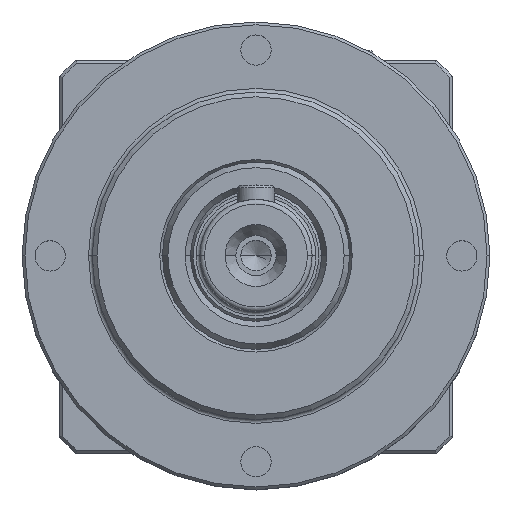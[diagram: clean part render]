
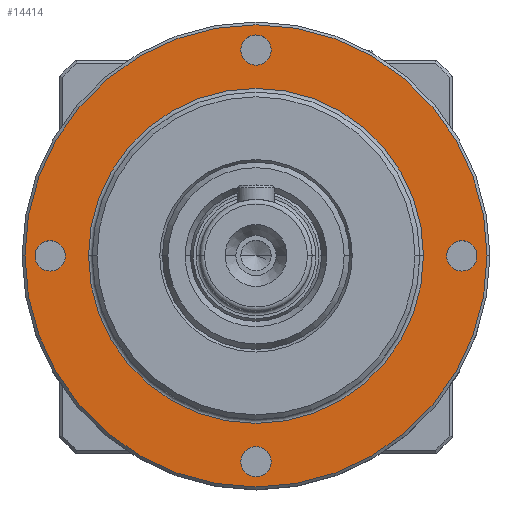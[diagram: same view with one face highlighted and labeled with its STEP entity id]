
A CAD part, top view. The second image highlights one B-rep face of the part: STEP entity #14414.
In plain terms, the highlighted planar face has unit normal (0, 0, 1).
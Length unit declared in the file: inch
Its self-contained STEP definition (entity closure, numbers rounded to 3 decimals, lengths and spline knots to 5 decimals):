
#459 = ORIENTED_EDGE ( 'NONE', *, *, #14374, .T. ) ;
#509 = DIRECTION ( 'NONE',  ( 1., 0., 0. ) ) ;
#619 = DIRECTION ( 'NONE',  ( 0., 0., -1. ) ) ;
#656 = AXIS2_PLACEMENT_3D ( 'NONE', #19940, #13155, #2857 ) ;
#668 = CARTESIAN_POINT ( 'NONE',  ( -0.97244, 0., 1.10236 ) ) ;
#822 = CARTESIAN_POINT ( 'NONE',  ( 0., -0.86614, 1.10236 ) ) ;
#947 = CIRCLE ( 'NONE', #15716, 0.70472 ) ;
#1276 = CARTESIAN_POINT ( 'NONE',  ( 0., 0., 1.10236 ) ) ;
#1510 = DIRECTION ( 'NONE',  ( 0., -1., 0. ) ) ;
#1663 = CARTESIAN_POINT ( 'NONE',  ( 0.97244, 0., 1.10236 ) ) ;
#1870 = EDGE_CURVE ( 'NONE', #2074, #9226, #13614, .T. ) ;
#1872 = EDGE_LOOP ( 'NONE', ( #459, #5791 ) ) ;
#2074 = VERTEX_POINT ( 'NONE', #5340 ) ;
#2220 = ORIENTED_EDGE ( 'NONE', *, *, #11573, .T. ) ;
#2284 = ORIENTED_EDGE ( 'NONE', *, *, #1870, .T. ) ;
#2305 = ORIENTED_EDGE ( 'NONE', *, *, #2962, .F. ) ;
#2329 = CIRCLE ( 'NONE', #19334, 0.06382 ) ;
#2535 = VERTEX_POINT ( 'NONE', #20457 ) ;
#2537 = DIRECTION ( 'NONE',  ( -1., 0., 0. ) ) ;
#2857 = DIRECTION ( 'NONE',  ( -1., 0., 0. ) ) ;
#2932 = DIRECTION ( 'NONE',  ( 0., 0., -1. ) ) ;
#2962 = EDGE_CURVE ( 'NONE', #15592, #10626, #20218, .T. ) ;
#3010 = DIRECTION ( 'NONE',  ( -1., 0., 0. ) ) ;
#3293 = CIRCLE ( 'NONE', #6109, 0.06382 ) ;
#3387 = VERTEX_POINT ( 'NONE', #18035 ) ;
#3477 = FACE_BOUND ( 'NONE', #18131, .T. ) ;
#3506 = EDGE_LOOP ( 'NONE', ( #7704, #18855 ) ) ;
#3882 = AXIS2_PLACEMENT_3D ( 'NONE', #10914, #619, #12635 ) ;
#4362 = CARTESIAN_POINT ( 'NONE',  ( 0., 0., 1.10236 ) ) ;
#4430 = CARTESIAN_POINT ( 'NONE',  ( 0., -0.86614, 1.10236 ) ) ;
#5340 = CARTESIAN_POINT ( 'NONE',  ( 0.86614, -0.06382, 1.10236 ) ) ;
#5588 = AXIS2_PLACEMENT_3D ( 'NONE', #22010, #11795, #1510 ) ;
#5671 = CIRCLE ( 'NONE', #6551, 0.97244 ) ;
#5721 = ORIENTED_EDGE ( 'NONE', *, *, #16104, .T. ) ;
#5762 = DIRECTION ( 'NONE',  ( 0., 0., -1. ) ) ;
#5791 = ORIENTED_EDGE ( 'NONE', *, *, #8725, .T. ) ;
#6099 = DIRECTION ( 'NONE',  ( -1., 0., 0. ) ) ;
#6109 = AXIS2_PLACEMENT_3D ( 'NONE', #822, #12842, #2537 ) ;
#6169 = DIRECTION ( 'NONE',  ( -1., 0., 0. ) ) ;
#6551 = AXIS2_PLACEMENT_3D ( 'NONE', #16072, #5762, #17748 ) ;
#7522 = EDGE_CURVE ( 'NONE', #15977, #15875, #947, .T. ) ;
#7523 = FACE_BOUND ( 'NONE', #3506, .T. ) ;
#7634 = VERTEX_POINT ( 'NONE', #17031 ) ;
#7704 = ORIENTED_EDGE ( 'NONE', *, *, #7522, .F. ) ;
#7817 = CARTESIAN_POINT ( 'NONE',  ( -0.06382, -0.86614, 1.10236 ) ) ;
#8046 = FACE_OUTER_BOUND ( 'NONE', #22089, .T. ) ;
#8085 = CARTESIAN_POINT ( 'NONE',  ( 0.86614, 0., 1.10236 ) ) ;
#8202 = CARTESIAN_POINT ( 'NONE',  ( 0., 0.86614, 1.10236 ) ) ;
#8634 = EDGE_CURVE ( 'NONE', #7634, #16393, #16212, .T. ) ;
#8725 = EDGE_CURVE ( 'NONE', #3387, #21584, #3293, .T. ) ;
#9152 = ORIENTED_EDGE ( 'NONE', *, *, #18998, .T. ) ;
#9226 = VERTEX_POINT ( 'NONE', #12969 ) ;
#9661 = CIRCLE ( 'NONE', #3882, 0.06382 ) ;
#9802 = DIRECTION ( 'NONE',  ( 0., 0., -1. ) ) ;
#9922 = DIRECTION ( 'NONE',  ( 1., 0., 0. ) ) ;
#9989 = AXIS2_PLACEMENT_3D ( 'NONE', #21042, #10793, #509 ) ;
#10074 = EDGE_LOOP ( 'NONE', ( #13982, #15126 ) ) ;
#10173 = CARTESIAN_POINT ( 'NONE',  ( -0.86614, 0., 1.10236 ) ) ;
#10234 = AXIS2_PLACEMENT_3D ( 'NONE', #8085, #9802, #11207 ) ;
#10626 = VERTEX_POINT ( 'NONE', #668 ) ;
#10793 = DIRECTION ( 'NONE',  ( 0., 0., -1. ) ) ;
#10914 = CARTESIAN_POINT ( 'NONE',  ( -0.86614, 0., 1.10236 ) ) ;
#11207 = DIRECTION ( 'NONE',  ( 0., -1., 0. ) ) ;
#11509 = CARTESIAN_POINT ( 'NONE',  ( -0.70472, 0., 1.10236 ) ) ;
#11573 = EDGE_CURVE ( 'NONE', #13260, #2535, #9661, .T. ) ;
#11702 = EDGE_LOOP ( 'NONE', ( #2220, #9152 ) ) ;
#11795 = DIRECTION ( 'NONE',  ( 0., 0., -1. ) ) ;
#11891 = DIRECTION ( 'NONE',  ( 0., 1., 0. ) ) ;
#12053 = FACE_BOUND ( 'NONE', #10074, .T. ) ;
#12469 = CIRCLE ( 'NONE', #18952, 0.70472 ) ;
#12578 = AXIS2_PLACEMENT_3D ( 'NONE', #10173, #22099, #11891 ) ;
#12635 = DIRECTION ( 'NONE',  ( 0., 1., 0. ) ) ;
#12639 = ORIENTED_EDGE ( 'NONE', *, *, #18690, .F. ) ;
#12842 = DIRECTION ( 'NONE',  ( 0., 0., -1. ) ) ;
#12969 = CARTESIAN_POINT ( 'NONE',  ( 0.86614, 0.06382, 1.10236 ) ) ;
#13049 = CIRCLE ( 'NONE', #5588, 0.06382 ) ;
#13081 = PLANE ( 'NONE',  #656 ) ;
#13155 = DIRECTION ( 'NONE',  ( 0., 0., -1. ) ) ;
#13208 = CARTESIAN_POINT ( 'NONE',  ( 0., 0., 1.10236 ) ) ;
#13260 = VERTEX_POINT ( 'NONE', #19853 ) ;
#13287 = DIRECTION ( 'NONE',  ( 0., 0., 1. ) ) ;
#13430 = AXIS2_PLACEMENT_3D ( 'NONE', #13208, #2932, #14949 ) ;
#13614 = CIRCLE ( 'NONE', #10234, 0.06382 ) ;
#13982 = ORIENTED_EDGE ( 'NONE', *, *, #8634, .T. ) ;
#14374 = EDGE_CURVE ( 'NONE', #21584, #3387, #21692, .T. ) ;
#14414 = ADVANCED_FACE ( 'NONE', ( #8046, #3477, #21139, #16648, #12053, #7523 ), #13081, .F. ) ;
#14665 = CARTESIAN_POINT ( 'NONE',  ( -0.06382, 0.86614, 1.10236 ) ) ;
#14925 = AXIS2_PLACEMENT_3D ( 'NONE', #4430, #16460, #6169 ) ;
#14949 = DIRECTION ( 'NONE',  ( -1., 0., 0. ) ) ;
#14984 = EDGE_CURVE ( 'NONE', #16393, #7634, #2329, .T. ) ;
#15126 = ORIENTED_EDGE ( 'NONE', *, *, #14984, .T. ) ;
#15592 = VERTEX_POINT ( 'NONE', #1663 ) ;
#15716 = AXIS2_PLACEMENT_3D ( 'NONE', #1276, #13287, #3010 ) ;
#15875 = VERTEX_POINT ( 'NONE', #19662 ) ;
#15977 = VERTEX_POINT ( 'NONE', #11509 ) ;
#16072 = CARTESIAN_POINT ( 'NONE',  ( 0., 0., 1.10236 ) ) ;
#16104 = EDGE_CURVE ( 'NONE', #9226, #2074, #13049, .T. ) ;
#16155 = CIRCLE ( 'NONE', #12578, 0.06382 ) ;
#16212 = CIRCLE ( 'NONE', #9989, 0.06382 ) ;
#16381 = EDGE_CURVE ( 'NONE', #15875, #15977, #12469, .T. ) ;
#16392 = DIRECTION ( 'NONE',  ( 0., 0., 1. ) ) ;
#16393 = VERTEX_POINT ( 'NONE', #14665 ) ;
#16460 = DIRECTION ( 'NONE',  ( 0., 0., -1. ) ) ;
#16648 = FACE_BOUND ( 'NONE', #11702, .T. ) ;
#17031 = CARTESIAN_POINT ( 'NONE',  ( 0.06382, 0.86614, 1.10236 ) ) ;
#17748 = DIRECTION ( 'NONE',  ( -1., 0., 0. ) ) ;
#18035 = CARTESIAN_POINT ( 'NONE',  ( 0.06382, -0.86614, 1.10236 ) ) ;
#18131 = EDGE_LOOP ( 'NONE', ( #2284, #5721 ) ) ;
#18690 = EDGE_CURVE ( 'NONE', #10626, #15592, #5671, .T. ) ;
#18855 = ORIENTED_EDGE ( 'NONE', *, *, #16381, .F. ) ;
#18952 = AXIS2_PLACEMENT_3D ( 'NONE', #4362, #16392, #6099 ) ;
#18998 = EDGE_CURVE ( 'NONE', #2535, #13260, #16155, .T. ) ;
#19334 = AXIS2_PLACEMENT_3D ( 'NONE', #8202, #20159, #9922 ) ;
#19662 = CARTESIAN_POINT ( 'NONE',  ( 0.70472, 0., 1.10236 ) ) ;
#19853 = CARTESIAN_POINT ( 'NONE',  ( -0.86614, 0.06382, 1.10236 ) ) ;
#19940 = CARTESIAN_POINT ( 'NONE',  ( 0., 0., 1.10236 ) ) ;
#20159 = DIRECTION ( 'NONE',  ( 0., 0., -1. ) ) ;
#20218 = CIRCLE ( 'NONE', #13430, 0.97244 ) ;
#20457 = CARTESIAN_POINT ( 'NONE',  ( -0.86614, -0.06382, 1.10236 ) ) ;
#21042 = CARTESIAN_POINT ( 'NONE',  ( 0., 0.86614, 1.10236 ) ) ;
#21139 = FACE_BOUND ( 'NONE', #1872, .T. ) ;
#21584 = VERTEX_POINT ( 'NONE', #7817 ) ;
#21692 = CIRCLE ( 'NONE', #14925, 0.06382 ) ;
#22010 = CARTESIAN_POINT ( 'NONE',  ( 0.86614, 0., 1.10236 ) ) ;
#22089 = EDGE_LOOP ( 'NONE', ( #12639, #2305 ) ) ;
#22099 = DIRECTION ( 'NONE',  ( 0., 0., -1. ) ) ;
